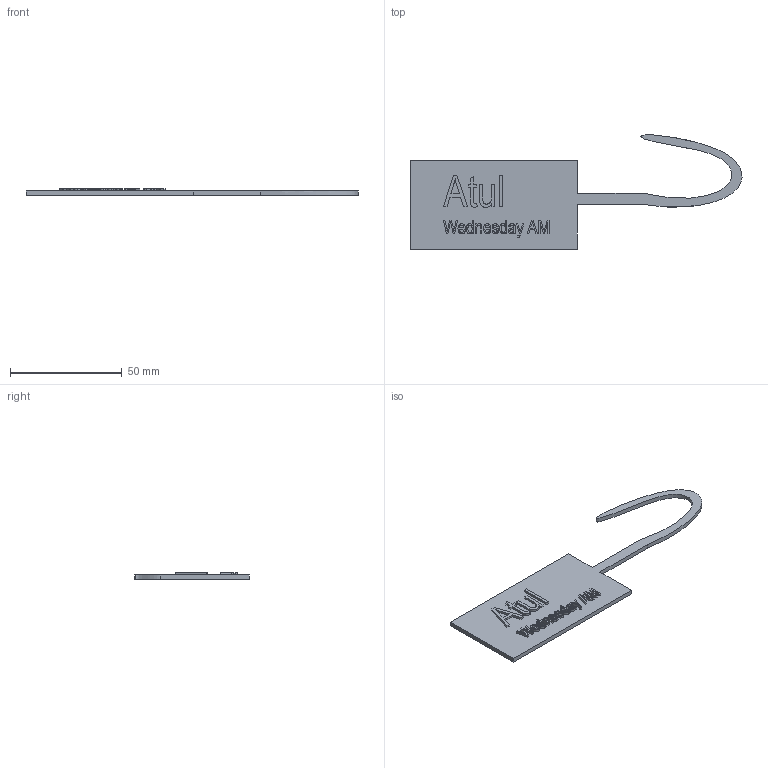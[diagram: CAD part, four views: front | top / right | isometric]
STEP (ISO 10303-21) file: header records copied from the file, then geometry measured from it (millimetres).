
FILE_DESCRIPTION(('FreeCAD Model'),'2;1');
FILE_NAME('Open CASCADE Shape Model','2025-03-20T17:34:33',(''),(''), 'Open CASCADE STEP processor 7.7','FreeCAD','Unknown');
FILE_SCHEMA(('AUTOMOTIVE_DESIGN { 1 0 10303 214 1 1 1 1 }'));
Length unit declared in the file: millimetre
Products named in the file (1): Fusion
Bounding box: 148.7 x 51.27 x 3 mm (x, y, z)
Volume: 7201.6 mm3; surface area: 8442.6 mm2
Topology: 1 solids, 1 shells, 334 faces, 1144 edges, 856 vertices
Faces by surface type: plane 168, extrusion 166
Entity records: 34824 total; most frequent: CARTESIAN_POINT 12164, DIRECTION 2382, ORIENTED_EDGE 2288, PCURVE 2288, DEFINITIONAL_REPRESENTATION 2288, VECTOR 2044, LINE 1878, B_SPLINE_CURVE_WITH_KNOTS 1720
